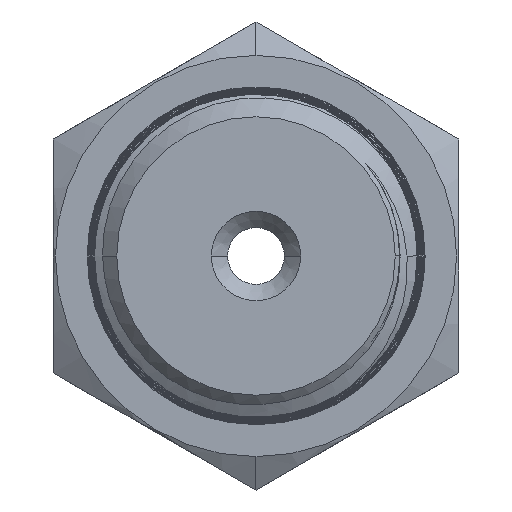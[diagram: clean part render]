
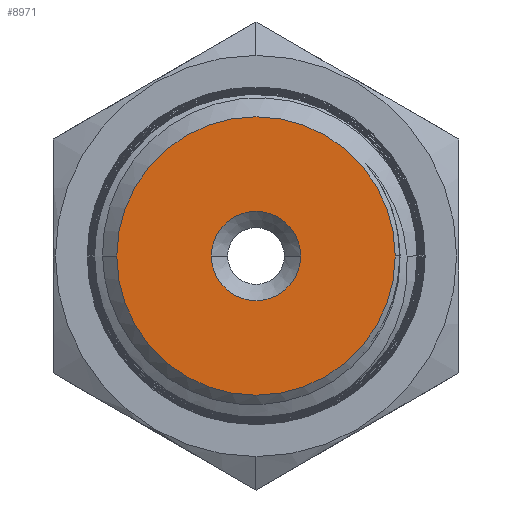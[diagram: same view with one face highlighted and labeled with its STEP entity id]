
A CAD part, front view. The second image highlights one B-rep face of the part: STEP entity #8971.
In plain terms, the highlighted planar face has unit normal (0, -1, 0).
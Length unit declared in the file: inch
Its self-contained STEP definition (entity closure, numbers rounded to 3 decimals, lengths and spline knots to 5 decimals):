
#332 = FACE_BOUND ( 'NONE', #7733, .T. ) ;
#577 = EDGE_LOOP ( 'NONE', ( #1566, #7315 ) ) ;
#783 = EDGE_CURVE ( 'NONE', #7146, #8644, #2981, .T. ) ;
#822 = DIRECTION ( 'NONE',  ( 1., 0., 0. ) ) ;
#1217 = EDGE_CURVE ( 'NONE', #8644, #7146, #6701, .T. ) ;
#1566 = ORIENTED_EDGE ( 'NONE', *, *, #12344, .T. ) ;
#1857 = FACE_OUTER_BOUND ( 'NONE', #577, .T. ) ;
#2248 = AXIS2_PLACEMENT_3D ( 'NONE', #6201, #2761, #5626 ) ;
#2761 = DIRECTION ( 'NONE',  ( 0., -1., 0. ) ) ;
#2981 = CIRCLE ( 'NONE', #3244, 0.11 ) ;
#3032 = AXIS2_PLACEMENT_3D ( 'NONE', #8728, #4741, #3990 ) ;
#3079 = CARTESIAN_POINT ( 'NONE',  ( 0.3435, 0., 0. ) ) ;
#3244 = AXIS2_PLACEMENT_3D ( 'NONE', #8288, #3427, #8241 ) ;
#3427 = DIRECTION ( 'NONE',  ( 0., -1., 0. ) ) ;
#3482 = ORIENTED_EDGE ( 'NONE', *, *, #1217, .F. ) ;
#3990 = DIRECTION ( 'NONE',  ( 1., 0., 0. ) ) ;
#4741 = DIRECTION ( 'NONE',  ( 0., -1., 0. ) ) ;
#4997 = AXIS2_PLACEMENT_3D ( 'NONE', #6605, #10362, #822 ) ;
#5069 = DIRECTION ( 'NONE',  ( 0., 0., 1. ) ) ;
#5626 = DIRECTION ( 'NONE',  ( 1., 0., 0. ) ) ;
#5991 = CIRCLE ( 'NONE', #2248, 0.3435 ) ;
#6013 = CARTESIAN_POINT ( 'NONE',  ( -0.11, 0., 0. ) ) ;
#6083 = VERTEX_POINT ( 'NONE', #3079 ) ;
#6201 = CARTESIAN_POINT ( 'NONE',  ( 0., 0., 0. ) ) ;
#6460 = CIRCLE ( 'NONE', #3032, 0.3435 ) ;
#6605 = CARTESIAN_POINT ( 'NONE',  ( 0., 0., 0. ) ) ;
#6700 = CARTESIAN_POINT ( 'NONE',  ( -0.3435, 0., 0. ) ) ;
#6701 = CIRCLE ( 'NONE', #4997, 0.11 ) ;
#6894 = DIRECTION ( 'NONE',  ( 0., 1., 0. ) ) ;
#7146 = VERTEX_POINT ( 'NONE', #6013 ) ;
#7315 = ORIENTED_EDGE ( 'NONE', *, *, #11727, .T. ) ;
#7733 = EDGE_LOOP ( 'NONE', ( #3482, #9921 ) ) ;
#8241 = DIRECTION ( 'NONE',  ( 1., 0., 0. ) ) ;
#8288 = CARTESIAN_POINT ( 'NONE',  ( 0., 0., 0. ) ) ;
#8644 = VERTEX_POINT ( 'NONE', #10397 ) ;
#8728 = CARTESIAN_POINT ( 'NONE',  ( 0., 0., 0. ) ) ;
#8764 = CARTESIAN_POINT ( 'NONE',  ( 0., 0., 0. ) ) ;
#8893 = PLANE ( 'NONE',  #10613 ) ;
#8971 = ADVANCED_FACE ( 'NONE', ( #332, #1857 ), #8893, .F. ) ;
#9921 = ORIENTED_EDGE ( 'NONE', *, *, #783, .F. ) ;
#10362 = DIRECTION ( 'NONE',  ( 0., -1., 0. ) ) ;
#10397 = CARTESIAN_POINT ( 'NONE',  ( 0.11, 0., 0. ) ) ;
#10613 = AXIS2_PLACEMENT_3D ( 'NONE', #8764, #6894, #5069 ) ;
#11727 = EDGE_CURVE ( 'NONE', #6083, #11783, #5991, .T. ) ;
#11783 = VERTEX_POINT ( 'NONE', #6700 ) ;
#12344 = EDGE_CURVE ( 'NONE', #11783, #6083, #6460, .T. ) ;
